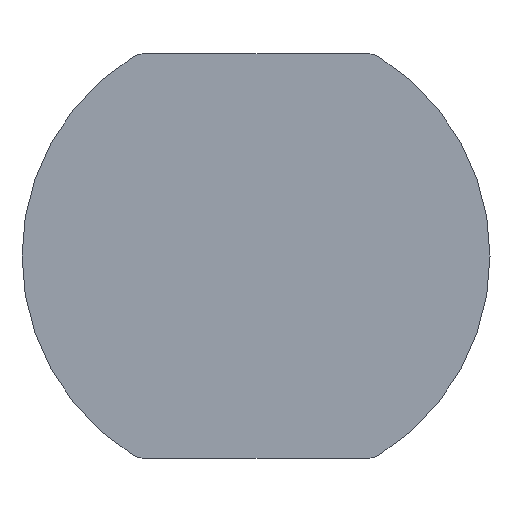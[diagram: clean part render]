
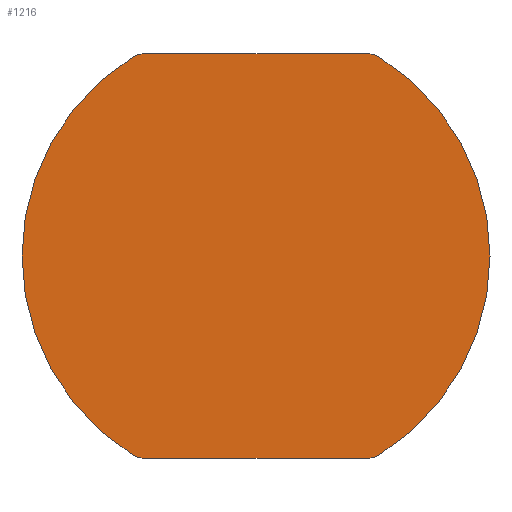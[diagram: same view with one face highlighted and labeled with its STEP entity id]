
A CAD part, left-side view. The second image highlights one B-rep face of the part: STEP entity #1216.
In plain terms, the highlighted face is planar.
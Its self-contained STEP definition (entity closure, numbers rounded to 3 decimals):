
#50=PLANE('',#1340);
#129=FACE_OUTER_BOUND('',#197,.T.);
#197=EDGE_LOOP('',(#1118,#1119,#1120,#1121,#1122,#1123,#1124,#1125));
#318=LINE('',#2593,#370);
#319=LINE('',#2595,#371);
#370=VECTOR('',#1634,10.);
#371=VECTOR('',#1637,10.);
#426=CIRCLE('',#1319,1.);
#429=CIRCLE('',#1323,9.25);
#434=CIRCLE('',#1330,1.);
#435=CIRCLE('',#1332,9.25);
#436=CIRCLE('',#1334,1.);
#437=CIRCLE('',#1336,1.);
#546=VERTEX_POINT('',#2546);
#547=VERTEX_POINT('',#2547);
#551=VERTEX_POINT('',#2557);
#557=VERTEX_POINT('',#2574);
#558=VERTEX_POINT('',#2575);
#559=VERTEX_POINT('',#2580);
#560=VERTEX_POINT('',#2584);
#561=VERTEX_POINT('',#2588);
#725=EDGE_CURVE('',#546,#547,#426,.T.);
#731=EDGE_CURVE('',#546,#551,#429,.T.);
#739=EDGE_CURVE('',#557,#558,#434,.T.);
#742=EDGE_CURVE('',#559,#558,#435,.T.);
#744=EDGE_CURVE('',#559,#560,#436,.T.);
#746=EDGE_CURVE('',#561,#551,#437,.T.);
#748=EDGE_CURVE('',#561,#560,#318,.T.);
#749=EDGE_CURVE('',#557,#547,#319,.T.);
#1118=ORIENTED_EDGE('',*,*,#725,.F.);
#1119=ORIENTED_EDGE('',*,*,#731,.T.);
#1120=ORIENTED_EDGE('',*,*,#746,.F.);
#1121=ORIENTED_EDGE('',*,*,#748,.T.);
#1122=ORIENTED_EDGE('',*,*,#744,.F.);
#1123=ORIENTED_EDGE('',*,*,#742,.T.);
#1124=ORIENTED_EDGE('',*,*,#739,.F.);
#1125=ORIENTED_EDGE('',*,*,#749,.T.);
#1216=ADVANCED_FACE('',(#129),#50,.T.);
#1319=AXIS2_PLACEMENT_3D('',#2548,#1583,#1584);
#1323=AXIS2_PLACEMENT_3D('',#2559,#1594,#1595);
#1330=AXIS2_PLACEMENT_3D('',#2576,#1611,#1612);
#1332=AXIS2_PLACEMENT_3D('',#2581,#1617,#1618);
#1334=AXIS2_PLACEMENT_3D('',#2585,#1622,#1623);
#1336=AXIS2_PLACEMENT_3D('',#2589,#1627,#1628);
#1340=AXIS2_PLACEMENT_3D('',#2596,#1638,#1639);
#1583=DIRECTION('center_axis',(0.,0.,
-1.));
#1584=DIRECTION('ref_axis',(-0.961,-0.275,0.));
#1594=DIRECTION('center_axis',(0.,0.,
1.));
#1595=DIRECTION('ref_axis',(-1.,0.,0.));
#1611=DIRECTION('center_axis',(0.,0.,
-1.));
#1612=DIRECTION('ref_axis',(-0.961,0.275,0.));
#1617=DIRECTION('center_axis',(0.,0.,
1.));
#1618=DIRECTION('ref_axis',(-1.,0.,0.));
#1622=DIRECTION('center_axis',(0.,0.,
-1.));
#1623=DIRECTION('ref_axis',(0.961,0.275,0.));
#1627=DIRECTION('center_axis',(0.,0.,
-1.));
#1628=DIRECTION('ref_axis',(0.961,-0.275,0.));
#1634=DIRECTION('',(0.,1.,0.));
#1637=DIRECTION('',(0.,-1.,0.));
#1638=DIRECTION('center_axis',(0.,0.,
1.));
#1639=DIRECTION('ref_axis',(-1.,0.,0.));
#2546=CARTESIAN_POINT('',(-4.028,-17.093,0.6));
#2547=CARTESIAN_POINT('',(-4.18,-16.563,0.6));
#2548=CARTESIAN_POINT('Origin',(-3.18,-16.563,0.6));
#2557=CARTESIAN_POINT('',(11.669,-17.093,0.6));
#2559=CARTESIAN_POINT('Origin',(3.82,-12.197,0.6));
#2574=CARTESIAN_POINT('',(-4.18,-7.831,0.6));
#2575=CARTESIAN_POINT('',(-4.028,-7.302,0.6));
#2576=CARTESIAN_POINT('Origin',(-3.18,-7.831,0.6));
#2580=CARTESIAN_POINT('',(11.669,-7.302,0.6));
#2581=CARTESIAN_POINT('Origin',(3.82,-12.197,0.6));
#2584=CARTESIAN_POINT('',(11.82,-7.831,0.6));
#2585=CARTESIAN_POINT('Origin',(10.82,-7.831,0.6));
#2588=CARTESIAN_POINT('',(11.82,-16.563,0.6));
#2589=CARTESIAN_POINT('Origin',(10.82,-16.563,0.6));
#2593=CARTESIAN_POINT('',(11.82,-7.554,0.6));
#2595=CARTESIAN_POINT('',(-4.18,-16.841,0.6));
#2596=CARTESIAN_POINT('Origin',(3.82,-12.197,0.6));
